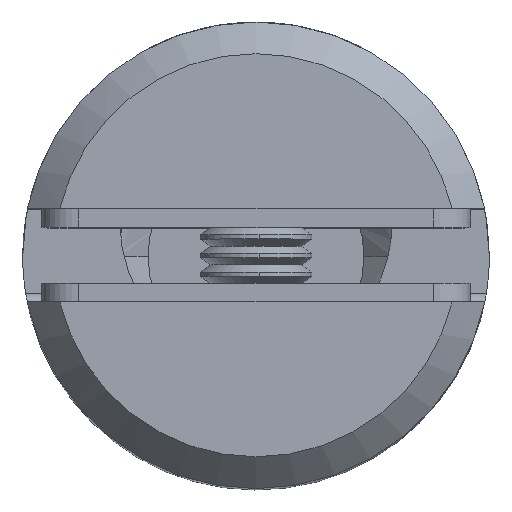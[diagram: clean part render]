
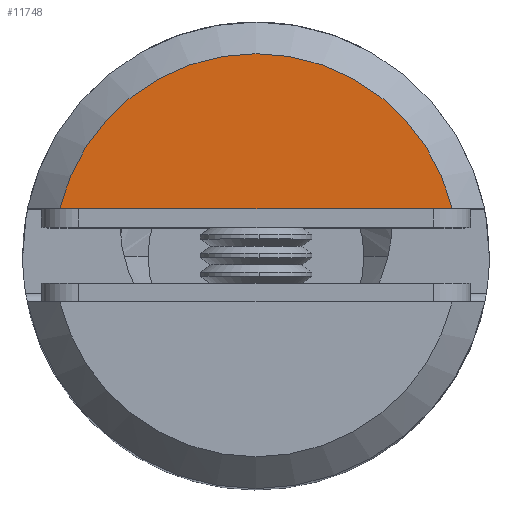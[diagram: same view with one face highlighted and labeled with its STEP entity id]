
A CAD part, top view. The second image highlights one B-rep face of the part: STEP entity #11748.
In plain terms, the highlighted planar face has unit normal (0, 0, 1).
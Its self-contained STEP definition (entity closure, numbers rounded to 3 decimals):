
#987 = VERTEX_POINT ( 'NONE', #27673 ) ;
#1696 = EDGE_CURVE ( 'NONE', #2291, #987, #11900, .T. ) ;
#2291 = VERTEX_POINT ( 'NONE', #21379 ) ;
#3488 = FACE_OUTER_BOUND ( 'NONE', #16643, .T. ) ;
#4548 = CARTESIAN_POINT ( 'NONE',  ( 0., 0., 24.5 ) ) ;
#5793 = VECTOR ( 'NONE', #18809, 1000. ) ;
#7749 = CARTESIAN_POINT ( 'NONE',  ( 0., 0., 24.5 ) ) ;
#8149 = AXIS2_PLACEMENT_3D ( 'NONE', #4548, #15573, #13356 ) ;
#10088 = CARTESIAN_POINT ( 'NONE',  ( -12.247, 2.5, 24.5 ) ) ;
#11748 = ADVANCED_FACE ( 'NONE', ( #3488 ), #17683, .T. ) ;
#11900 = LINE ( 'NONE', #10088, #5793 ) ;
#13356 = DIRECTION ( 'NONE',  ( 1., 0., 0. ) ) ;
#14137 = AXIS2_PLACEMENT_3D ( 'NONE', #7749, #22850, #27204 ) ;
#14755 = CIRCLE ( 'NONE', #14137, 10.8 ) ;
#15048 = ORIENTED_EDGE ( 'NONE', *, *, #1696, .T. ) ;
#15573 = DIRECTION ( 'NONE',  ( 0., 0., 1. ) ) ;
#16643 = EDGE_LOOP ( 'NONE', ( #15048, #24503 ) ) ;
#17683 = PLANE ( 'NONE',  #8149 ) ;
#18809 = DIRECTION ( 'NONE',  ( 1., 0., 0. ) ) ;
#21379 = CARTESIAN_POINT ( 'NONE',  ( -10.507, 2.5, 24.5 ) ) ;
#22850 = DIRECTION ( 'NONE',  ( 0., 0., 1. ) ) ;
#23893 = EDGE_CURVE ( 'NONE', #987, #2291, #14755, .T. ) ;
#24503 = ORIENTED_EDGE ( 'NONE', *, *, #23893, .T. ) ;
#27204 = DIRECTION ( 'NONE',  ( 1., 0., 0. ) ) ;
#27673 = CARTESIAN_POINT ( 'NONE',  ( 10.507, 2.5, 24.5 ) ) ;
